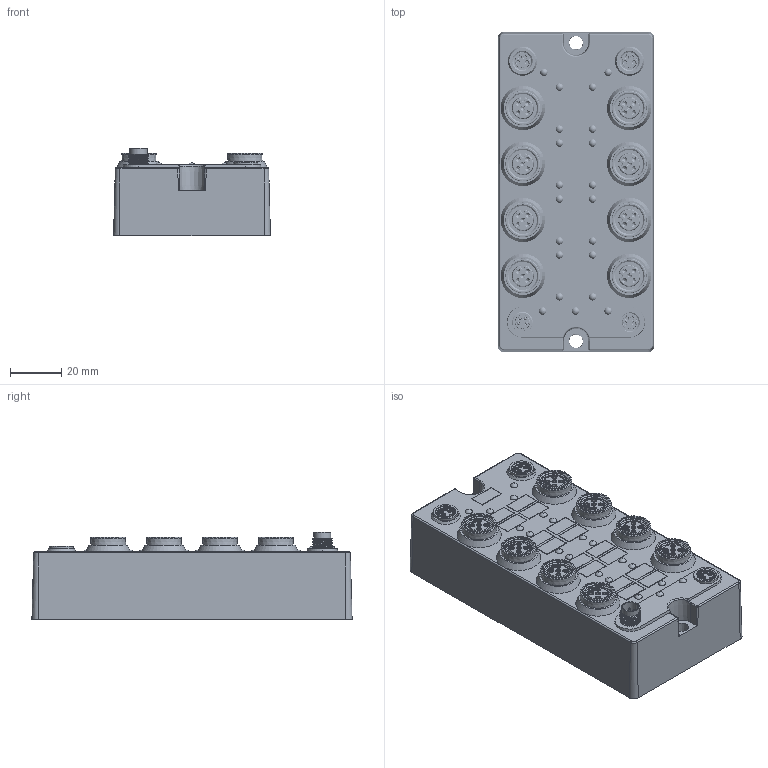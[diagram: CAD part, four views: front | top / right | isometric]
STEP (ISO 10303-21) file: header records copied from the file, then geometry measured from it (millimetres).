
FILE_DESCRIPTION(/* description */ (''),/* implementation_level */ '2;1');
FILE_NAME(/* name */ '',/* time_stamp */ '2023-10-12T18:14:58+08:00',/* author */ (''),/* organization */ (''),/* preprocessor_version */ 'ST-DEVELOPER v14',/* originating_system */ 'SIEMENS PLM Software NX 8.0',/* authorisation */ '');
FILE_SCHEMA (('AUTOMOTIVE_DESIGN { 1 0 10303 214 3 1 1 1 }'));
Products named in the file (1): Admi0F987536epba
Bounding box: 61 x 124.49 x 34 mm (x, y, z)
Volume: 18.4 mm3; surface area: 41722.1 mm2
Topology: 19 solids, 30 shells, 1707 faces, 4588 edges, 2932 vertices
Faces by surface type: plane 783, cylinder 407, cone 344, sphere 65, bspline 64, torus 44
Full cylindrical faces by diameter (mm): 1 x4, 1.1 x52, 1.2 x12, 1.4 x16, 1.5 x60, 2 x40, 2.1 x40, 5.9 x1, 6 x1, 6.7 x1, 6.9 x2, 9 x8, 9.5 x3, 11 x44
Entity records: 64697 total; most frequent: CARTESIAN_POINT 26326, DIRECTION 7975, ORIENTED_EDGE 7158, EDGE_CURVE 3579, AXIS2_PLACEMENT_3D 3218, VERTEX_POINT 2538, EDGE_LOOP 2399, ADVANCED_FACE 1665
